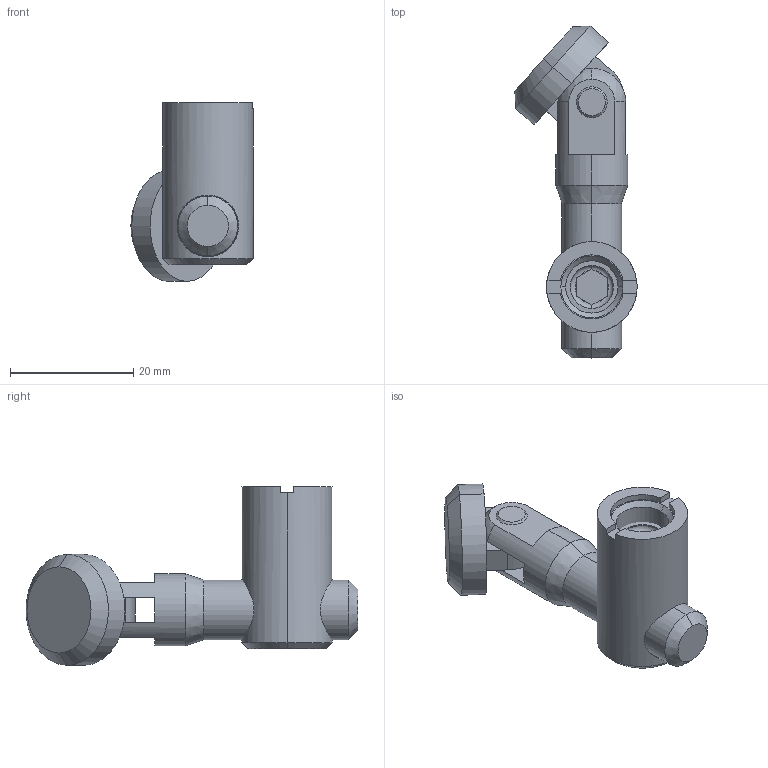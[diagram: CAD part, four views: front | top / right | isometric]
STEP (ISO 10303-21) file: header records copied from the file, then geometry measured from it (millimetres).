
FILE_DESCRIPTION (( 'STEP AP214' ), '1' );
FILE_NAME ('SNSD.30.50.12 Óãëîâîé ñîåäèíèòåëü 30-150 ãðàäóñîâ, ïàç 10(B38).STEP', '2014-11-17T09:24:11', ( 'XTreme.ws' ), ( 'XTreme.ws' ), 'SwSTEP 2.0', 'SolidWorks 2014', '' );
FILE_SCHEMA (( 'AUTOMOTIVE_DESIGN' ));
Length unit declared in the file: millimetre
Products named in the file (5): SNSD.30.50.44 鎔艜_00; SNSD.30.50.43 栺魛鳧_00; SNSD.30.50.42 眈錼鐻00; SNSD.30.50.12  Óãëîâîé ñîåäèíèòåëü 30-150 ãðàäóñîâ, ïàç 10(B38); SNSD.30.50.45 栫蹞蜬_00
Assembly tree (4 placements, depth 2):
  SNSD.30.50.12  Óãëîâîé ñîåäèíèòåëü 30-150 ãðàäóñîâ, ïàç 10(B38)
    SNSD.30.50.42 眈錼鐻00
    SNSD.30.50.43 栺魛鳧_00
    SNSD.30.50.44 鎔艜_00
    SNSD.30.50.45 栫蹞蜬_00
Bounding box: 19.84 x 53.88 x 29 mm (x, y, z)
Volume: 7960.9 mm3; surface area: 5819.2 mm2
Topology: 4 solids, 4 shells, 96 faces, 231 edges, 147 vertices
Faces by surface type: plane 42, cylinder 27, cone 21, sphere 4, torus 2
Entity records: 3322 total; most frequent: CARTESIAN_POINT 804, DIRECTION 516, ORIENTED_EDGE 462, EDGE_CURVE 231, AXIS2_PLACEMENT_3D 205, VERTEX_POINT 147, EDGE_LOOP 108, VECTOR 106
